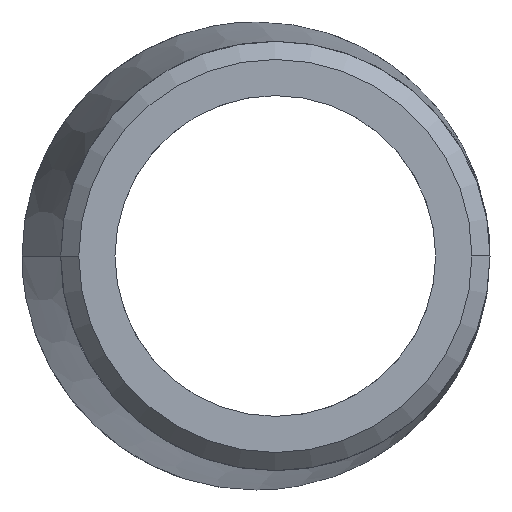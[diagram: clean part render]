
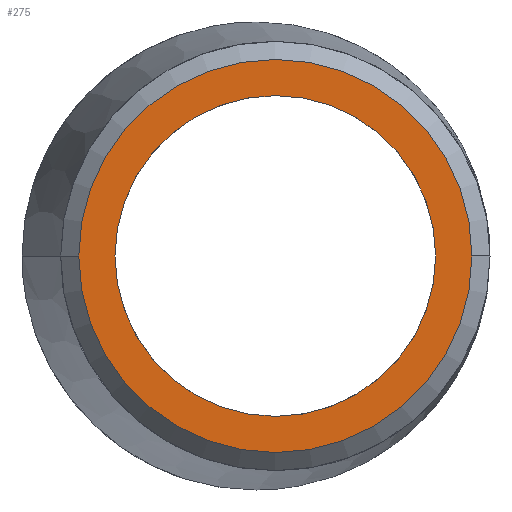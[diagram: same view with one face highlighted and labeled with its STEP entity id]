
A CAD part, left-side view. The second image highlights one B-rep face of the part: STEP entity #275.
In plain terms, the highlighted planar face has unit normal (-1, 0, 0).
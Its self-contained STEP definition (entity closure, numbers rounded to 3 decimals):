
#137 = EDGE_CURVE( '', #199, #305, #351, .T. );
#157 = VERTEX_POINT( '', #375 );
#169 = EDGE_CURVE( '', #171, #157, #388, .T. );
#171 = VERTEX_POINT( '', #390 );
#199 = VERTEX_POINT( '', #421 );
#205 = EDGE_CURVE( '', #305, #199, #427, .T. );
#255 = EDGE_CURVE( '', #157, #171, #482, .T. );
#275 = ADVANCED_FACE( '', ( #505, #506 ), #507, .F. );
#305 = VERTEX_POINT( '', #539 );
#351 = CIRCLE( '', #597, 25.7 );
#375 = CARTESIAN_POINT( '', ( 0., -3.1, -31.5 ) );
#388 = CIRCLE( '', #680, 31.5 );
#390 = CARTESIAN_POINT( '', ( 0., -3.1, 31.5 ) );
#421 = CARTESIAN_POINT( '', ( 0., -3.1, -25.7 ) );
#427 = CIRCLE( '', #779, 25.7 );
#482 = CIRCLE( '', #1445, 31.5 );
#505 = FACE_OUTER_BOUND( '', #1499, .T. );
#506 = FACE_BOUND( '', #1500, .T. );
#507 = PLANE( '', #1501 );
#539 = CARTESIAN_POINT( '', ( 0., -3.1, 25.7 ) );
#597 = AXIS2_PLACEMENT_3D( '', #2122, #2123, #2124 );
#680 = AXIS2_PLACEMENT_3D( '', #2183, #2184, #2185 );
#779 = AXIS2_PLACEMENT_3D( '', #2217, #2218, #2219 );
#1445 = AXIS2_PLACEMENT_3D( '', #2270, #2271, #2272 );
#1499 = EDGE_LOOP( '', ( #2307, #2308 ) );
#1500 = EDGE_LOOP( '', ( #2309, #2310 ) );
#1501 = AXIS2_PLACEMENT_3D( '', #2311, #2312, #2313 );
#2122 = CARTESIAN_POINT( '', ( 0., -3.1, 0. ) );
#2123 = DIRECTION( '', ( -1., 0., 0. ) );
#2124 = DIRECTION( '', ( 0., 0., -1. ) );
#2183 = CARTESIAN_POINT( '', ( 0., -3.1, 0. ) );
#2184 = DIRECTION( '', ( 1., 0., 0. ) );
#2185 = DIRECTION( '', ( 0., 0., -1. ) );
#2217 = CARTESIAN_POINT( '', ( 0., -3.1, 0. ) );
#2218 = DIRECTION( '', ( -1., 0., 0. ) );
#2219 = DIRECTION( '', ( 0., 0., -1. ) );
#2270 = CARTESIAN_POINT( '', ( 0., -3.1, 0. ) );
#2271 = DIRECTION( '', ( 1., 0., 0. ) );
#2272 = DIRECTION( '', ( 0., 0., -1. ) );
#2307 = ORIENTED_EDGE( '', *, *, #255, .F. );
#2308 = ORIENTED_EDGE( '', *, *, #169, .F. );
#2309 = ORIENTED_EDGE( '', *, *, #137, .F. );
#2310 = ORIENTED_EDGE( '', *, *, #205, .F. );
#2311 = CARTESIAN_POINT( '', ( 0., 0., 0. ) );
#2312 = DIRECTION( '', ( 1., 0., 0. ) );
#2313 = DIRECTION( '', ( 0., 0., -1. ) );
